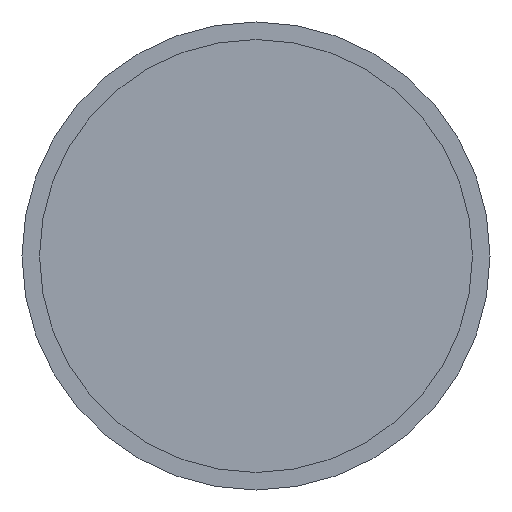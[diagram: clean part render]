
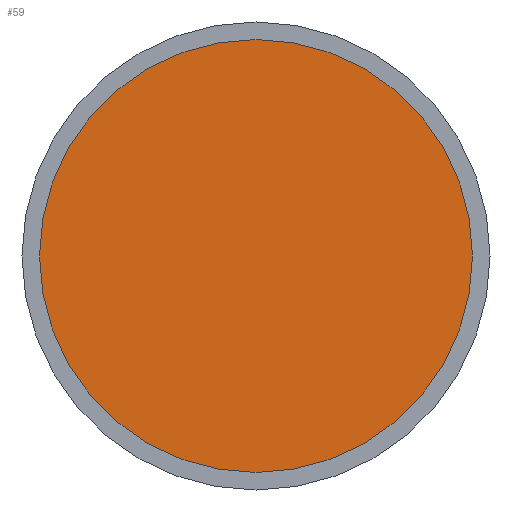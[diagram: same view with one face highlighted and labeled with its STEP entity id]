
A CAD part, front view. The second image highlights one B-rep face of the part: STEP entity #59.
In plain terms, the highlighted planar face has unit normal (0, -1, 0).
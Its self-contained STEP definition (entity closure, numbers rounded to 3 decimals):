
#59 = ADVANCED_FACE( '', ( #130 ), #131, .F. );
#130 = FACE_OUTER_BOUND( '', #213, .T. );
#131 = PLANE( '', #214 );
#213 = EDGE_LOOP( '', ( #344 ) );
#214 = AXIS2_PLACEMENT_3D( '', #345, #346, #347 );
#344 = ORIENTED_EDGE( '', *, *, #460, .T. );
#345 = CARTESIAN_POINT( '', ( 46.25, -3., 0. ) );
#346 = DIRECTION( '', ( 0., 1., 0. ) );
#347 = DIRECTION( '', ( 0., 0., 1. ) );
#460 = EDGE_CURVE( '', #525, #525, #526, .T. );
#525 = VERTEX_POINT( '', #604 );
#526 = CIRCLE( '', #605, 46.25 );
#604 = CARTESIAN_POINT( '', ( 0., -3., -46.25 ) );
#605 = AXIS2_PLACEMENT_3D( '', #678, #679, #680 );
#678 = CARTESIAN_POINT( '', ( 0., -3., 0. ) );
#679 = DIRECTION( '', ( 0., -1., 0. ) );
#680 = DIRECTION( '', ( 0., 0., -1. ) );
